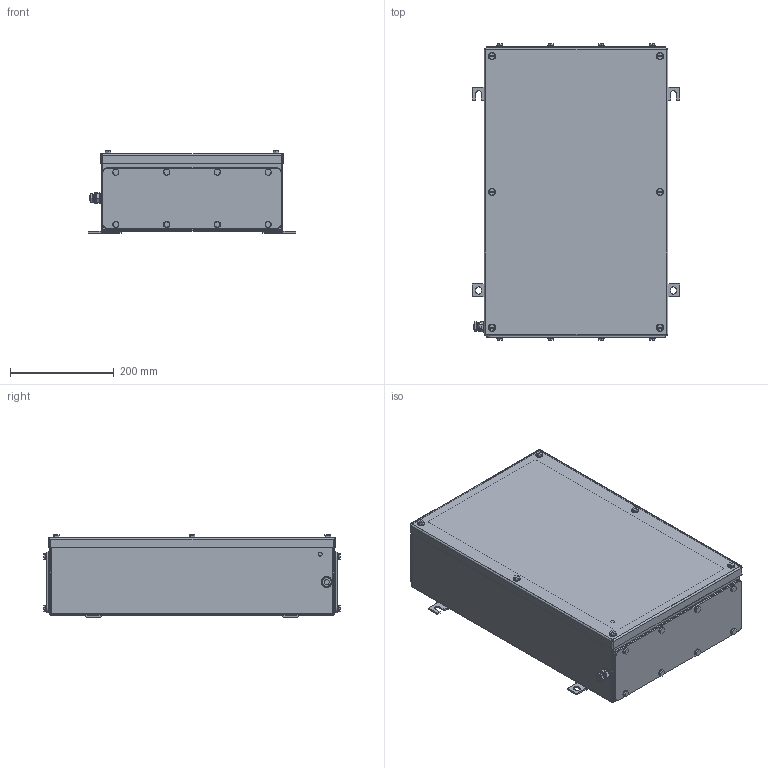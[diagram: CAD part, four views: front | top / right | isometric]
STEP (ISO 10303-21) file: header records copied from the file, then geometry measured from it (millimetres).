
FILE_DESCRIPTION(('CATIA V5 STEP Exchange','CAx-IF Rec.Pracs.--- Model Styling and Organization---1.4--- 2014-01-23'),'2;1');
FILE_NAME ('008671-4_4_1196320000_1196320000.stp','2019-09-25T07:56:30+00:00',('none'),('Weidmueller'),'CATIA Version 5-6 Release 2016 SP3 HF44','CATIA V5 STEP AP214','none');
FILE_SCHEMA(('AUTOMOTIVE_DESIGN { 1 0 10303 214 1 1 1 1 }'));
Length unit declared in the file: millimetre
Products named in the file (1): ZUB_KTB_FS_553515_2GP
Bounding box: 401 x 572 x 158.5 mm (x, y, z)
Volume: 1488742.4 mm3; surface area: 1704939.7 mm2
Topology: 76 solids, 76 shells, 1572 faces, 3628 edges, 2276 vertices
Faces by surface type: cylinder 722, plane 612, cone 216, sphere 16, torus 6
Entity records: 41833 total; most frequent: CARTESIAN_POINT 8180, ORIENTED_EDGE 7112, DIRECTION 5687, EDGE_CURVE 3556, AXIS2_PLACEMENT_3D 2648, VERTEX_POINT 2276, VECTOR 1894, LINE 1894
